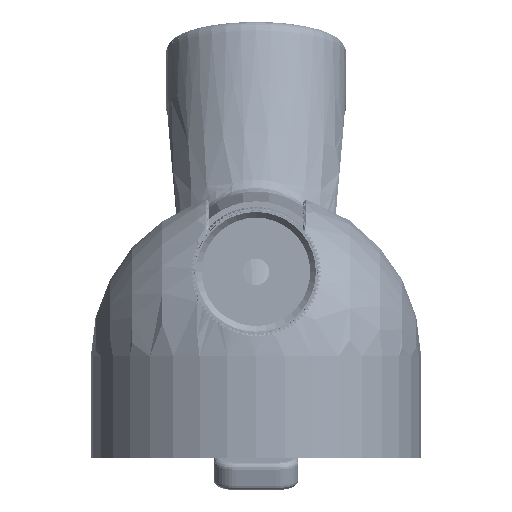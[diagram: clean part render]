
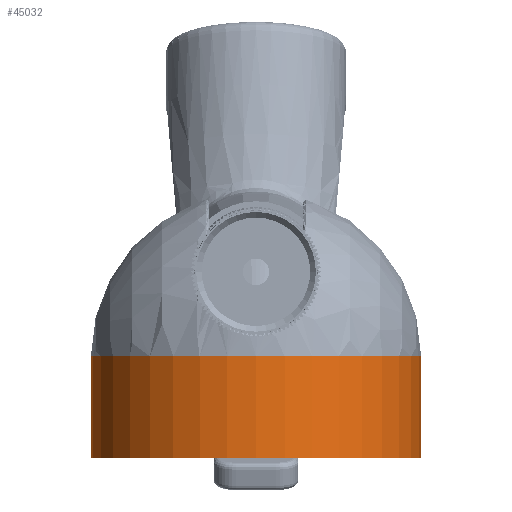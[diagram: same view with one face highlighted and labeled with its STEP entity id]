
A CAD part, front view. The second image highlights one B-rep face of the part: STEP entity #45032.
In plain terms, the highlighted cylindrical face has radius 29.25 mm (diameter 58.5 mm), a full revolution.
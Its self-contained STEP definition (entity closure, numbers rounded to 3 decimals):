
#803 = EDGE_LOOP ( 'NONE', ( #45562 ) ) ;
#1749 = CYLINDRICAL_SURFACE ( 'NONE', #27440, 29.25 ) ;
#5905 = CARTESIAN_POINT ( 'NONE',  ( -29.25, 0., 18. ) ) ;
#6048 = CARTESIAN_POINT ( 'NONE',  ( 0., 0., 0. ) ) ;
#8714 = CARTESIAN_POINT ( 'NONE',  ( 0., 0., 18. ) ) ;
#9961 = VERTEX_POINT ( 'NONE', #5905 ) ;
#14866 = EDGE_CURVE ( 'NONE', #9961, #9961, #44170, .T. ) ;
#15100 = DIRECTION ( 'NONE',  ( 0., 0., 1. ) ) ;
#15181 = ORIENTED_EDGE ( 'NONE', *, *, #17663, .T. ) ;
#16722 = DIRECTION ( 'NONE',  ( -1., 0., 0. ) ) ;
#17663 = EDGE_CURVE ( 'NONE', #28679, #28679, #49246, .T. ) ;
#18082 = DIRECTION ( 'NONE',  ( 0., 0., 1. ) ) ;
#25382 = DIRECTION ( 'NONE',  ( -1., 0., 0. ) ) ;
#27440 = AXIS2_PLACEMENT_3D ( 'NONE', #39822, #30147, #16722 ) ;
#28679 = VERTEX_POINT ( 'NONE', #58334 ) ;
#30147 = DIRECTION ( 'NONE',  ( 0., 0., 1. ) ) ;
#30309 = AXIS2_PLACEMENT_3D ( 'NONE', #6048, #15100, #25382 ) ;
#39519 = FACE_OUTER_BOUND ( 'NONE', #803, .T. ) ;
#39822 = CARTESIAN_POINT ( 'NONE',  ( 0., 0., 0. ) ) ;
#44170 = CIRCLE ( 'NONE', #60113, 29.25 ) ;
#45032 = ADVANCED_FACE ( 'NONE', ( #59472, #39519 ), #1749, .T. ) ;
#45562 = ORIENTED_EDGE ( 'NONE', *, *, #14866, .F. ) ;
#45871 = DIRECTION ( 'NONE',  ( -1., 0., 0. ) ) ;
#49246 = CIRCLE ( 'NONE', #30309, 29.25 ) ;
#52456 = EDGE_LOOP ( 'NONE', ( #15181 ) ) ;
#58334 = CARTESIAN_POINT ( 'NONE',  ( -29.25, 0., 0. ) ) ;
#59472 = FACE_OUTER_BOUND ( 'NONE', #52456, .T. ) ;
#60113 = AXIS2_PLACEMENT_3D ( 'NONE', #8714, #18082, #45871 ) ;
